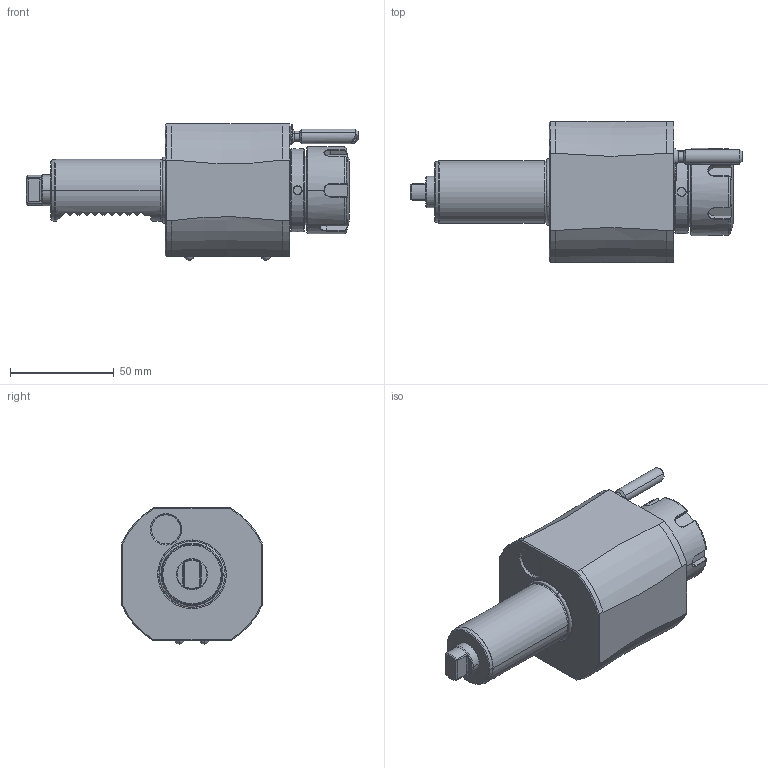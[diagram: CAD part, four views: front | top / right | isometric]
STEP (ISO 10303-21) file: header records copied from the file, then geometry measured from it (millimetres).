
FILE_DESCRIPTION((''),'2;1');
FILE_NAME('NGT1_30_121_25_1B','2017-03-10T',('vali'),('NOVA GRUP'),'PRO/ENGINEER BY PARAMETRIC TECHNOLOGY CORPORATION, 2010280','PRO/ENGINEER BY PARAMETRIC TECHNOLOGY CORPORATION, 2010280','');
FILE_SCHEMA(('CONFIG_CONTROL_DESIGN'));
Length unit declared in the file: millimetre
Products named in the file (1): NGT1_30_121_25_1B
Bounding box: 159.83 x 68 x 65.6 mm (x, y, z)
Volume: 305403.8 mm3; surface area: 34991.2 mm2
Topology: 1 solids, 1 shells, 275 faces, 673 edges, 414 vertices
Faces by surface type: plane 111, cylinder 68, bspline 40, cone 32, torus 18, sphere 6
Entity records: 11943 total; most frequent: CARTESIAN_POINT 5872, ORIENTED_EDGE 1338, DIRECTION 1101, EDGE_CURVE 669, VERTEX_POINT 414, AXIS2_PLACEMENT_3D 403, VECTOR 295, LINE 295
